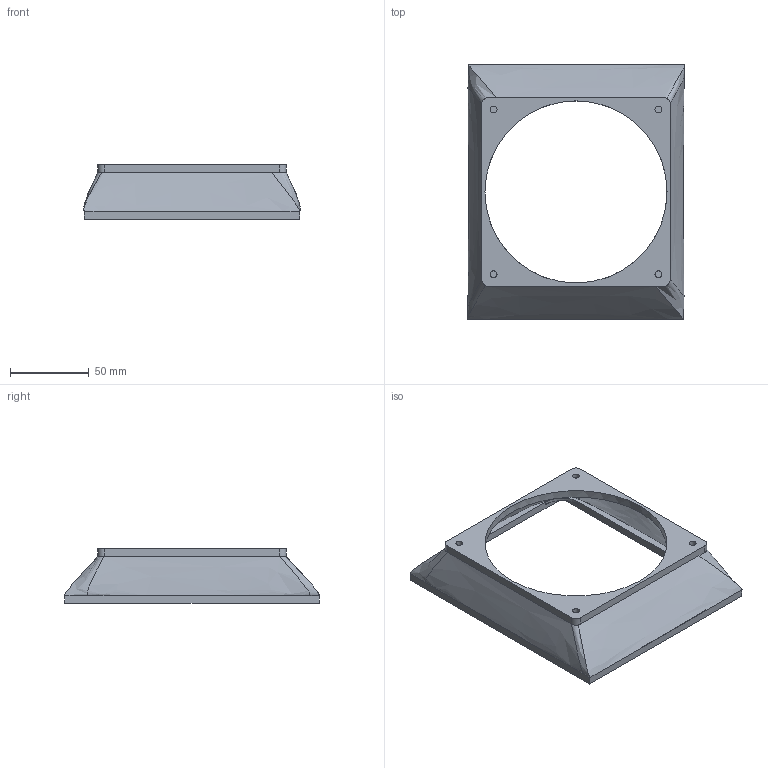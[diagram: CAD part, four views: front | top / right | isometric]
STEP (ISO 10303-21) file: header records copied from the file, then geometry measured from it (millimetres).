
FILE_DESCRIPTION(/* description */ (''),/* implementation_level */ '2;1');
FILE_NAME(/* name */ 'Protectli Fan.step',/* time_stamp */ '2020-11-01T19:57:56-08:00',/* author */ (''),/* organization */ (''),/* preprocessor_version */ 'ST-DEVELOPER v18.1',/* originating_system */ 'Autodesk Translation Framework v9.3.0.1241',/* authorisation */ '');
FILE_SCHEMA (('AUTOMOTIVE_DESIGN { 1 0 10303 214 3 1 1 }'));
Length unit declared in the file: millimetre
Products named in the file (2): Protectli Fan; Fan Mount
Assembly tree (1 placements, depth 2):
  Protectli Fan
    Fan Mount
Bounding box: 138.01 x 162.04 x 35 mm (x, y, z)
Volume: 103298.7 mm3; surface area: 51887.8 mm2
Topology: 1 solids, 1 shells, 52 faces, 139 edges, 94 vertices
Faces by surface type: plane 23, bspline 16, cylinder 13
Full cylindrical faces by diameter (mm): 4.4 x4, 116 x1
Entity records: 2352 total; most frequent: CARTESIAN_POINT 1094, ORIENTED_EDGE 278, DIRECTION 203, EDGE_CURVE 139, VERTEX_POINT 94, AXIS2_PLACEMENT_3D 69, LINE 65, VECTOR 65
